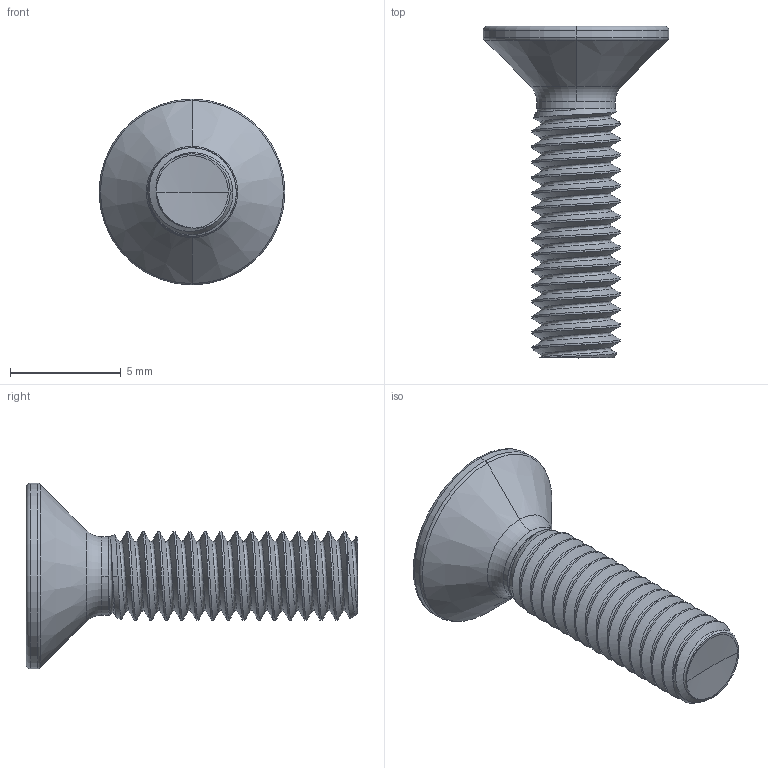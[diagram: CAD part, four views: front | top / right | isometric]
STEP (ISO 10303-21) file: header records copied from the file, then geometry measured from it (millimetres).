
FILE_DESCRIPTION (( 'STEP AP203' ), '1' );
FILE_NAME ('STM410400150.STEP', '2020-12-18T17:14:04', ( '' ), ( '' ), 'SwSTEP 2.0', 'SolidWorks 2015', '' );
FILE_SCHEMA (( 'CONFIG_CONTROL_DESIGN' ));
Length unit declared in the file: millimetre
Products named in the file (2): STM410400150
Bounding box: 8.4 x 15 x 8.4 mm (x, y, z)
Volume: 205.8 mm3; surface area: 379.6 mm2
Topology: 1 solids, 1 shells, 99 faces, 260 edges, 162 vertices
Faces by surface type: cylinder 53, bspline 18, cone 13, torus 11, sphere 2, plane 2
Entity records: 25273 total; most frequent: CARTESIAN_POINT 23028, ORIENTED_EDGE 516, DIRECTION 342, EDGE_CURVE 258, VERTEX_POINT 162, AXIS2_PLACEMENT_3D 139, B_SPLINE_CURVE_WITH_KNOTS 106, EDGE_LOOP 100
